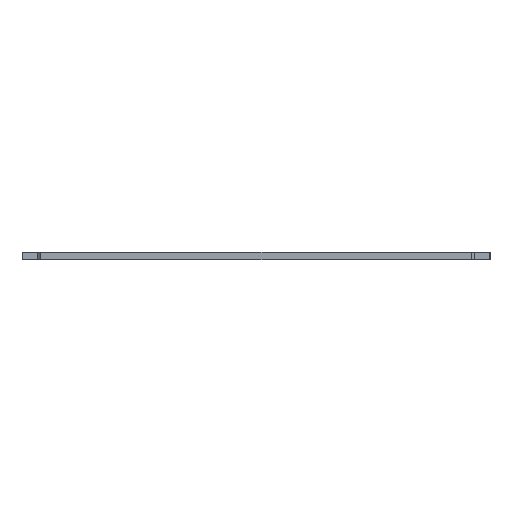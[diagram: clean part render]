
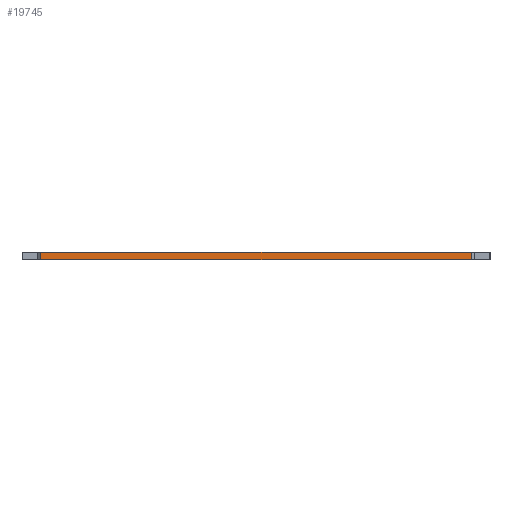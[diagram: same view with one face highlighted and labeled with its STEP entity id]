
A CAD part, front view. The second image highlights one B-rep face of the part: STEP entity #19745.
In plain terms, the highlighted planar face has unit normal (0, -1, 0).
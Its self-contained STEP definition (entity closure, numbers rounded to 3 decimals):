
#83 = PLANE('',#84);
#84 = AXIS2_PLACEMENT_3D('',#85,#86,#87);
#85 = CARTESIAN_POINT('',(102.526,-97.803,1.58));
#86 = DIRECTION('',(-0.,-0.,-1.));
#87 = DIRECTION('',(-1.,0.,0.));
#137 = PLANE('',#138);
#138 = AXIS2_PLACEMENT_3D('',#139,#140,#141);
#139 = CARTESIAN_POINT('',(102.526,-97.803,0.));
#140 = DIRECTION('',(-0.,-0.,-1.));
#141 = DIRECTION('',(-1.,0.,0.));
#526 = VERTEX_POINT('',#527);
#527 = CARTESIAN_POINT('',(148.535,-147.674,0.));
#541 = PLANE('',#542);
#542 = AXIS2_PLACEMENT_3D('',#543,#544,#545);
#543 = CARTESIAN_POINT('',(149.286,-146.924,0.));
#544 = DIRECTION('',(0.707,-0.708,0.));
#545 = DIRECTION('',(-0.708,-0.707,0.));
#553 = EDGE_CURVE('',#526,#554,#556,.T.);
#554 = VERTEX_POINT('',#555);
#555 = CARTESIAN_POINT('',(56.537,-147.68,0.));
#556 = SURFACE_CURVE('',#557,(#561,#568),.PCURVE_S1.);
#557 = LINE('',#558,#559);
#558 = CARTESIAN_POINT('',(148.535,-147.674,0.));
#559 = VECTOR('',#560,1.);
#560 = DIRECTION('',(-1.,0.,0.));
#561 = PCURVE('',#137,#562);
#562 = DEFINITIONAL_REPRESENTATION('',(#563),#567);
#563 = LINE('',#564,#565);
#564 = CARTESIAN_POINT('',(-46.009,-49.871));
#565 = VECTOR('',#566,1.);
#566 = DIRECTION('',(1.,0.));
#567 = ( GEOMETRIC_REPRESENTATION_CONTEXT(2) 
PARAMETRIC_REPRESENTATION_CONTEXT() REPRESENTATION_CONTEXT('2D SPACE',''
  ) );
#568 = PCURVE('',#569,#574);
#569 = PLANE('',#570);
#570 = AXIS2_PLACEMENT_3D('',#571,#572,#573);
#571 = CARTESIAN_POINT('',(148.535,-147.674,0.));
#572 = DIRECTION('',(0.,-1.,0.));
#573 = DIRECTION('',(-1.,0.,0.));
#574 = DEFINITIONAL_REPRESENTATION('',(#575),#579);
#575 = LINE('',#576,#577);
#576 = CARTESIAN_POINT('',(0.,0.));
#577 = VECTOR('',#578,1.);
#578 = DIRECTION('',(1.,0.));
#579 = ( GEOMETRIC_REPRESENTATION_CONTEXT(2) 
PARAMETRIC_REPRESENTATION_CONTEXT() REPRESENTATION_CONTEXT('2D SPACE',''
  ) );
#597 = PLANE('',#598);
#598 = AXIS2_PLACEMENT_3D('',#599,#600,#601);
#599 = CARTESIAN_POINT('',(56.537,-147.68,0.));
#600 = DIRECTION('',(-0.707,-0.707,0.));
#601 = DIRECTION('',(-0.707,0.707,0.));
#10767 = VERTEX_POINT('',#10768);
#10768 = CARTESIAN_POINT('',(148.535,-147.674,1.58));
#10789 = EDGE_CURVE('',#10767,#10790,#10792,.T.);
#10790 = VERTEX_POINT('',#10791);
#10791 = CARTESIAN_POINT('',(56.537,-147.68,1.58));
#10792 = SURFACE_CURVE('',#10793,(#10797,#10804),.PCURVE_S1.);
#10793 = LINE('',#10794,#10795);
#10794 = CARTESIAN_POINT('',(148.535,-147.674,1.58));
#10795 = VECTOR('',#10796,1.);
#10796 = DIRECTION('',(-1.,0.,0.));
#10797 = PCURVE('',#83,#10798);
#10798 = DEFINITIONAL_REPRESENTATION('',(#10799),#10803);
#10799 = LINE('',#10800,#10801);
#10800 = CARTESIAN_POINT('',(-46.009,-49.871));
#10801 = VECTOR('',#10802,1.);
#10802 = DIRECTION('',(1.,0.));
#10803 = ( GEOMETRIC_REPRESENTATION_CONTEXT(2) 
PARAMETRIC_REPRESENTATION_CONTEXT() REPRESENTATION_CONTEXT('2D SPACE',''
  ) );
#10804 = PCURVE('',#569,#10805);
#10805 = DEFINITIONAL_REPRESENTATION('',(#10806),#10810);
#10806 = LINE('',#10807,#10808);
#10807 = CARTESIAN_POINT('',(0.,-1.58));
#10808 = VECTOR('',#10809,1.);
#10809 = DIRECTION('',(1.,0.));
#10810 = ( GEOMETRIC_REPRESENTATION_CONTEXT(2) 
PARAMETRIC_REPRESENTATION_CONTEXT() REPRESENTATION_CONTEXT('2D SPACE',''
  ) );
#19697 = EDGE_CURVE('',#526,#10767,#19698,.T.);
#19698 = SURFACE_CURVE('',#19699,(#19703,#19710),.PCURVE_S1.);
#19699 = LINE('',#19700,#19701);
#19700 = CARTESIAN_POINT('',(148.535,-147.674,0.));
#19701 = VECTOR('',#19702,1.);
#19702 = DIRECTION('',(0.,0.,1.));
#19703 = PCURVE('',#541,#19704);
#19704 = DEFINITIONAL_REPRESENTATION('',(#19705),#19709);
#19705 = LINE('',#19706,#19707);
#19706 = CARTESIAN_POINT('',(1.061,0.));
#19707 = VECTOR('',#19708,1.);
#19708 = DIRECTION('',(0.,-1.));
#19709 = ( GEOMETRIC_REPRESENTATION_CONTEXT(2) 
PARAMETRIC_REPRESENTATION_CONTEXT() REPRESENTATION_CONTEXT('2D SPACE',''
  ) );
#19710 = PCURVE('',#569,#19711);
#19711 = DEFINITIONAL_REPRESENTATION('',(#19712),#19716);
#19712 = LINE('',#19713,#19714);
#19713 = CARTESIAN_POINT('',(0.,0.));
#19714 = VECTOR('',#19715,1.);
#19715 = DIRECTION('',(0.,-1.));
#19716 = ( GEOMETRIC_REPRESENTATION_CONTEXT(2) 
PARAMETRIC_REPRESENTATION_CONTEXT() REPRESENTATION_CONTEXT('2D SPACE',''
  ) );
#19722 = EDGE_CURVE('',#554,#10790,#19723,.T.);
#19723 = SURFACE_CURVE('',#19724,(#19728,#19735),.PCURVE_S1.);
#19724 = LINE('',#19725,#19726);
#19725 = CARTESIAN_POINT('',(56.537,-147.68,0.));
#19726 = VECTOR('',#19727,1.);
#19727 = DIRECTION('',(0.,0.,1.));
#19728 = PCURVE('',#597,#19729);
#19729 = DEFINITIONAL_REPRESENTATION('',(#19730),#19734);
#19730 = LINE('',#19731,#19732);
#19731 = CARTESIAN_POINT('',(0.,0.));
#19732 = VECTOR('',#19733,1.);
#19733 = DIRECTION('',(0.,-1.));
#19734 = ( GEOMETRIC_REPRESENTATION_CONTEXT(2) 
PARAMETRIC_REPRESENTATION_CONTEXT() REPRESENTATION_CONTEXT('2D SPACE',''
  ) );
#19735 = PCURVE('',#569,#19736);
#19736 = DEFINITIONAL_REPRESENTATION('',(#19737),#19741);
#19737 = LINE('',#19738,#19739);
#19738 = CARTESIAN_POINT('',(91.998,0.));
#19739 = VECTOR('',#19740,1.);
#19740 = DIRECTION('',(0.,-1.));
#19741 = ( GEOMETRIC_REPRESENTATION_CONTEXT(2) 
PARAMETRIC_REPRESENTATION_CONTEXT() REPRESENTATION_CONTEXT('2D SPACE',''
  ) );
#19745 = ADVANCED_FACE('',(#19746),#569,.T.);
#19746 = FACE_BOUND('',#19747,.T.);
#19747 = EDGE_LOOP('',(#19748,#19749,#19750,#19751));
#19748 = ORIENTED_EDGE('',*,*,#19697,.T.);
#19749 = ORIENTED_EDGE('',*,*,#10789,.T.);
#19750 = ORIENTED_EDGE('',*,*,#19722,.F.);
#19751 = ORIENTED_EDGE('',*,*,#553,.F.);
